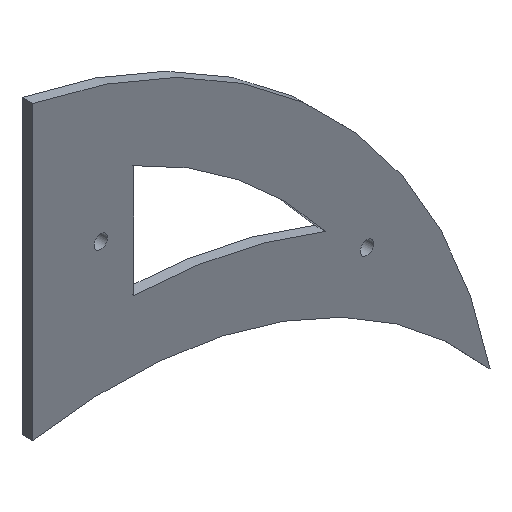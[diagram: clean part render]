
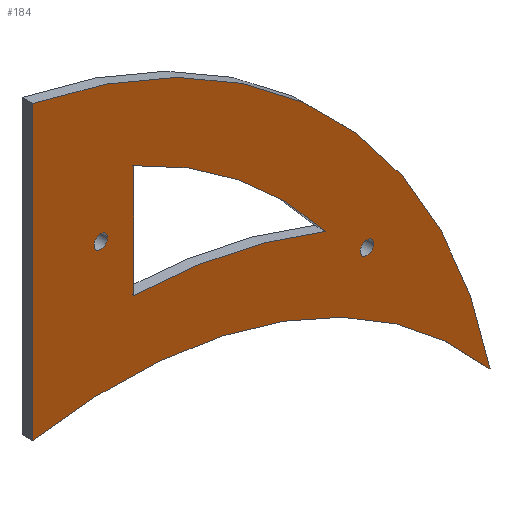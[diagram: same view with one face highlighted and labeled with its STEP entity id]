
A CAD part, isometric view. The second image highlights one B-rep face of the part: STEP entity #184.
In plain terms, the highlighted planar face has unit normal (0, -1, 0).
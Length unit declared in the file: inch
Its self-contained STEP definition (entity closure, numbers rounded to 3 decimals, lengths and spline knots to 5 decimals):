
#20=FACE_BOUND('',#66,.T.);
#21=FACE_BOUND('',#67,.T.);
#22=FACE_BOUND('',#68,.T.);
#23=CIRCLE('',#189,3.91875);
#25=CIRCLE('',#192,3.64375);
#28=CIRCLE('',#196,0.0475);
#30=CIRCLE('',#199,0.0475);
#31=CIRCLE('',#201,3.4375);
#33=CIRCLE('',#204,4.125);
#50=FACE_OUTER_BOUND('',#65,.T.);
#65=EDGE_LOOP('',(#163,#164,#165));
#66=EDGE_LOOP('',(#166,#167,#168));
#67=EDGE_LOOP('',(#169));
#68=EDGE_LOOP('',(#170));
#69=LINE('',#269,#79);
#77=LINE('',#310,#87);
#79=VECTOR('',#213,0.79502);
#87=VECTOR('',#259,2.0625);
#89=VERTEX_POINT('',#267);
#90=VERTEX_POINT('',#268);
#93=VERTEX_POINT('',#276);
#96=VERTEX_POINT('',#287);
#98=VERTEX_POINT('',#292);
#99=VERTEX_POINT('',#295);
#100=VERTEX_POINT('',#296);
#103=VERTEX_POINT('',#304);
#105=EDGE_CURVE('',#89,#90,#69,.T.);
#109=EDGE_CURVE('',#93,#89,#23,.T.);
#112=EDGE_CURVE('',#90,#93,#25,.T.);
#115=EDGE_CURVE('',#96,#96,#28,.T.);
#117=EDGE_CURVE('',#98,#98,#30,.T.);
#118=EDGE_CURVE('',#99,#100,#31,.T.);
#122=EDGE_CURVE('',#103,#99,#33,.T.);
#125=EDGE_CURVE('',#100,#103,#77,.T.);
#163=ORIENTED_EDGE('',*,*,#125,.F.);
#164=ORIENTED_EDGE('',*,*,#118,.F.);
#165=ORIENTED_EDGE('',*,*,#122,.F.);
#166=ORIENTED_EDGE('',*,*,#105,.T.);
#167=ORIENTED_EDGE('',*,*,#112,.T.);
#168=ORIENTED_EDGE('',*,*,#109,.T.);
#169=ORIENTED_EDGE('',*,*,#115,.T.);
#170=ORIENTED_EDGE('',*,*,#117,.T.);
#174=PLANE('',#208);
#184=ADVANCED_FACE('',(#50,#20,#21,#22),#174,.F.);
#189=AXIS2_PLACEMENT_3D('',#277,#219,#220);
#192=AXIS2_PLACEMENT_3D('',#282,#226,#227);
#196=AXIS2_PLACEMENT_3D('',#288,#234,#235);
#199=AXIS2_PLACEMENT_3D('',#293,#240,#241);
#201=AXIS2_PLACEMENT_3D('',#297,#244,#245);
#204=AXIS2_PLACEMENT_3D('',#305,#252,#253);
#208=AXIS2_PLACEMENT_3D('',#313,#263,#264);
#213=DIRECTION('',(0.,0.,1.));
#219=DIRECTION('center_axis',(0.,-1.,0.));
#220=DIRECTION('ref_axis',(0.03,0.,1.));
#226=DIRECTION('center_axis',(0.,1.,0.));
#227=DIRECTION('ref_axis',(-0.419,0.,-0.908));
#234=DIRECTION('center_axis',(0.,1.,0.));
#235=DIRECTION('ref_axis',(1.,0.,0.));
#240=DIRECTION('center_axis',(0.,1.,0.));
#241=DIRECTION('ref_axis',(1.,0.,0.));
#244=DIRECTION('center_axis',(0.,-1.,0.));
#245=DIRECTION('ref_axis',(0.174,0.,-0.985));
#252=DIRECTION('center_axis',(0.,1.,0.));
#253=DIRECTION('ref_axis',(0.198,0.,0.98));
#259=DIRECTION('',(0.,0.,1.));
#263=DIRECTION('center_axis',(0.,1.,0.));
#264=DIRECTION('ref_axis',(0.,0.,1.));
#267=CARTESIAN_POINT('',(1.4177,0.,1.29238));
#268=CARTESIAN_POINT('',(1.4177,0.,2.08741));
#269=CARTESIAN_POINT('',(1.4177,0.,1.2709));
#276=CARTESIAN_POINT('',(2.77286,0.,1.0076));
#277=CARTESIAN_POINT('Origin',(1.30204,0.,-2.62466));
#282=CARTESIAN_POINT('Origin',(-0.11029,0.,-1.22048));
#287=CARTESIAN_POINT('',(3.01848,0.,0.76187));
#288=CARTESIAN_POINT('Origin',(3.06598,0.,0.76187));
#292=CARTESIAN_POINT('',(1.13887,0.,1.73856));
#293=CARTESIAN_POINT('Origin',(1.18637,0.,1.73856));
#295=CARTESIAN_POINT('',(3.93532,0.,-0.41508));
#296=CARTESIAN_POINT('',(0.70512,0.,0.76062));
#297=CARTESIAN_POINT('Origin',(1.30204,0.,-2.62466));
#304=CARTESIAN_POINT('',(0.70512,0.,2.82312));
#305=CARTESIAN_POINT('Origin',(-0.11029,0.,-1.22048));
#310=CARTESIAN_POINT('',(0.70512,0.,0.76062));
#313=CARTESIAN_POINT('Origin',(2.09776,0.,1.24942));
